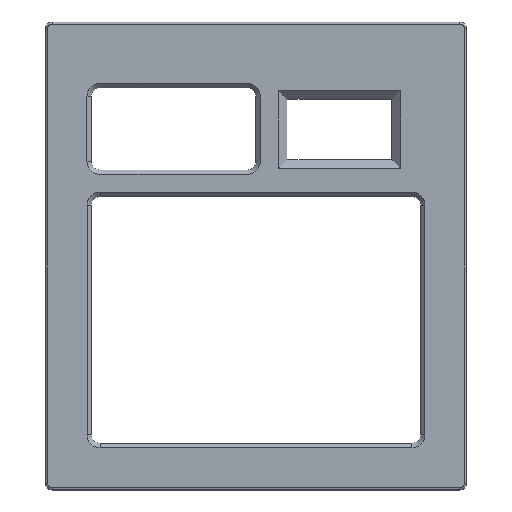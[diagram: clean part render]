
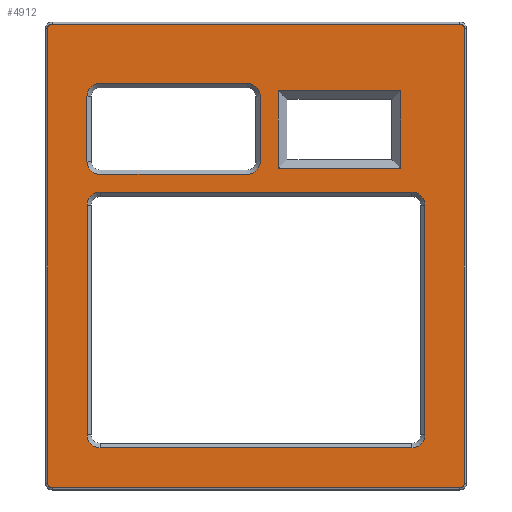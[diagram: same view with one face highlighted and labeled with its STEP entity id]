
A CAD part, top view. The second image highlights one B-rep face of the part: STEP entity #4912.
In plain terms, the highlighted planar face has unit normal (0, 0, 1).
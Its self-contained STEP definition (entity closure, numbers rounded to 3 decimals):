
#72=CIRCLE('',#5047,3.);
#74=CIRCLE('',#5051,3.);
#76=CIRCLE('',#5055,3.);
#78=CIRCLE('',#5059,3.);
#79=CIRCLE('',#5065,1.);
#80=CIRCLE('',#5066,1.);
#81=CIRCLE('',#5067,1.);
#82=CIRCLE('',#5068,1.);
#83=CIRCLE('',#5069,3.);
#84=CIRCLE('',#5070,3.);
#85=CIRCLE('',#5071,3.);
#86=CIRCLE('',#5072,3.);
#124=FACE_BOUND('',#730,.T.);
#125=FACE_BOUND('',#731,.T.);
#126=FACE_BOUND('',#732,.T.);
#180=PLANE('',#5064);
#433=FACE_OUTER_BOUND('',#729,.T.);
#729=EDGE_LOOP('',(#4298,#4299,#4300,#4301,#4302,#4303,#4304,#4305));
#730=EDGE_LOOP('',(#4306,#4307,#4308,#4309,#4310,#4311,#4312,#4313));
#731=EDGE_LOOP('',(#4314,#4315,#4316,#4317));
#732=EDGE_LOOP('',(#4318,#4319,#4320,#4321,#4322,#4323,#4324,#4325));
#1053=LINE('',#9912,#1407);
#1057=LINE('',#9924,#1411);
#1061=LINE('',#9936,#1415);
#1065=LINE('',#9948,#1419);
#1071=LINE('',#9964,#1425);
#1072=LINE('',#9968,#1426);
#1073=LINE('',#9972,#1427);
#1074=LINE('',#9976,#1428);
#1075=LINE('',#9980,#1429);
#1076=LINE('',#9984,#1430);
#1077=LINE('',#9988,#1431);
#1078=LINE('',#9992,#1432);
#1079=LINE('',#9996,#1433);
#1080=LINE('',#9998,#1434);
#1081=LINE('',#10000,#1435);
#1082=LINE('',#10001,#1436);
#1407=VECTOR('',#5555,10.);
#1411=VECTOR('',#5567,10.);
#1415=VECTOR('',#5579,10.);
#1419=VECTOR('',#5591,10.);
#1425=VECTOR('',#5613,10.);
#1426=VECTOR('',#5616,10.);
#1427=VECTOR('',#5619,10.);
#1428=VECTOR('',#5622,10.);
#1429=VECTOR('',#5625,10.);
#1430=VECTOR('',#5628,10.);
#1431=VECTOR('',#5631,10.);
#1432=VECTOR('',#5634,10.);
#1433=VECTOR('',#5637,10.);
#1434=VECTOR('',#5638,10.);
#1435=VECTOR('',#5639,10.);
#1436=VECTOR('',#5640,10.);
#2244=VERTEX_POINT('',#9905);
#2247=VERTEX_POINT('',#9910);
#2248=VERTEX_POINT('',#9914);
#2250=VERTEX_POINT('',#9920);
#2252=VERTEX_POINT('',#9926);
#2254=VERTEX_POINT('',#9932);
#2256=VERTEX_POINT('',#9938);
#2258=VERTEX_POINT('',#9944);
#2260=VERTEX_POINT('',#9962);
#2261=VERTEX_POINT('',#9963);
#2262=VERTEX_POINT('',#9965);
#2263=VERTEX_POINT('',#9967);
#2264=VERTEX_POINT('',#9969);
#2265=VERTEX_POINT('',#9971);
#2266=VERTEX_POINT('',#9973);
#2267=VERTEX_POINT('',#9975);
#2268=VERTEX_POINT('',#9978);
#2269=VERTEX_POINT('',#9979);
#2270=VERTEX_POINT('',#9981);
#2271=VERTEX_POINT('',#9983);
#2272=VERTEX_POINT('',#9985);
#2273=VERTEX_POINT('',#9987);
#2274=VERTEX_POINT('',#9989);
#2275=VERTEX_POINT('',#9991);
#2276=VERTEX_POINT('',#9994);
#2277=VERTEX_POINT('',#9995);
#2278=VERTEX_POINT('',#9997);
#2279=VERTEX_POINT('',#9999);
#2929=EDGE_CURVE('',#2247,#2244,#1053,.T.);
#2932=EDGE_CURVE('',#2244,#2248,#72,.T.);
#2935=EDGE_CURVE('',#2248,#2250,#1057,.T.);
#2938=EDGE_CURVE('',#2250,#2252,#74,.T.);
#2941=EDGE_CURVE('',#2252,#2254,#1061,.T.);
#2944=EDGE_CURVE('',#2254,#2256,#76,.T.);
#2947=EDGE_CURVE('',#2256,#2258,#1065,.T.);
#2949=EDGE_CURVE('',#2258,#2247,#78,.T.);
#2955=EDGE_CURVE('',#2260,#2261,#1071,.T.);
#2956=EDGE_CURVE('',#2262,#2260,#79,.T.);
#2957=EDGE_CURVE('',#2263,#2262,#1072,.T.);
#2958=EDGE_CURVE('',#2264,#2263,#80,.T.);
#2959=EDGE_CURVE('',#2265,#2264,#1073,.T.);
#2960=EDGE_CURVE('',#2266,#2265,#81,.T.);
#2961=EDGE_CURVE('',#2267,#2266,#1074,.T.);
#2962=EDGE_CURVE('',#2261,#2267,#82,.T.);
#2963=EDGE_CURVE('',#2268,#2269,#1075,.T.);
#2964=EDGE_CURVE('',#2270,#2268,#83,.T.);
#2965=EDGE_CURVE('',#2271,#2270,#1076,.T.);
#2966=EDGE_CURVE('',#2272,#2271,#84,.T.);
#2967=EDGE_CURVE('',#2273,#2272,#1077,.T.);
#2968=EDGE_CURVE('',#2274,#2273,#85,.T.);
#2969=EDGE_CURVE('',#2275,#2274,#1078,.T.);
#2970=EDGE_CURVE('',#2269,#2275,#86,.T.);
#2971=EDGE_CURVE('',#2276,#2277,#1079,.T.);
#2972=EDGE_CURVE('',#2278,#2276,#1080,.T.);
#2973=EDGE_CURVE('',#2279,#2278,#1081,.T.);
#2974=EDGE_CURVE('',#2277,#2279,#1082,.T.);
#4298=ORIENTED_EDGE('',*,*,#2955,.F.);
#4299=ORIENTED_EDGE('',*,*,#2956,.F.);
#4300=ORIENTED_EDGE('',*,*,#2957,.F.);
#4301=ORIENTED_EDGE('',*,*,#2958,.F.);
#4302=ORIENTED_EDGE('',*,*,#2959,.F.);
#4303=ORIENTED_EDGE('',*,*,#2960,.F.);
#4304=ORIENTED_EDGE('',*,*,#2961,.F.);
#4305=ORIENTED_EDGE('',*,*,#2962,.F.);
#4306=ORIENTED_EDGE('',*,*,#2963,.F.);
#4307=ORIENTED_EDGE('',*,*,#2964,.F.);
#4308=ORIENTED_EDGE('',*,*,#2965,.F.);
#4309=ORIENTED_EDGE('',*,*,#2966,.F.);
#4310=ORIENTED_EDGE('',*,*,#2967,.F.);
#4311=ORIENTED_EDGE('',*,*,#2968,.F.);
#4312=ORIENTED_EDGE('',*,*,#2969,.F.);
#4313=ORIENTED_EDGE('',*,*,#2970,.F.);
#4314=ORIENTED_EDGE('',*,*,#2971,.F.);
#4315=ORIENTED_EDGE('',*,*,#2972,.F.);
#4316=ORIENTED_EDGE('',*,*,#2973,.F.);
#4317=ORIENTED_EDGE('',*,*,#2974,.F.);
#4318=ORIENTED_EDGE('',*,*,#2929,.F.);
#4319=ORIENTED_EDGE('',*,*,#2949,.F.);
#4320=ORIENTED_EDGE('',*,*,#2947,.F.);
#4321=ORIENTED_EDGE('',*,*,#2944,.F.);
#4322=ORIENTED_EDGE('',*,*,#2941,.F.);
#4323=ORIENTED_EDGE('',*,*,#2938,.F.);
#4324=ORIENTED_EDGE('',*,*,#2935,.F.);
#4325=ORIENTED_EDGE('',*,*,#2932,.F.);
#4912=ADVANCED_FACE('',(#433,#124,#125,#126),#180,.T.);
#5047=AXIS2_PLACEMENT_3D('',#9918,#5561,#5562);
#5051=AXIS2_PLACEMENT_3D('',#9930,#5573,#5574);
#5055=AXIS2_PLACEMENT_3D('',#9942,#5585,#5586);
#5059=AXIS2_PLACEMENT_3D('',#9951,#5596,#5597);
#5064=AXIS2_PLACEMENT_3D('',#9961,#5611,#5612);
#5065=AXIS2_PLACEMENT_3D('',#9966,#5614,#5615);
#5066=AXIS2_PLACEMENT_3D('',#9970,#5617,#5618);
#5067=AXIS2_PLACEMENT_3D('',#9974,#5620,#5621);
#5068=AXIS2_PLACEMENT_3D('',#9977,#5623,#5624);
#5069=AXIS2_PLACEMENT_3D('',#9982,#5626,#5627);
#5070=AXIS2_PLACEMENT_3D('',#9986,#5629,#5630);
#5071=AXIS2_PLACEMENT_3D('',#9990,#5632,#5633);
#5072=AXIS2_PLACEMENT_3D('',#9993,#5635,#5636);
#5555=DIRECTION('',(-1.,0.,0.));
#5561=DIRECTION('center_axis',(0.,0.,1.));
#5562=DIRECTION('ref_axis',(-0.707,0.707,0.));
#5567=DIRECTION('',(0.,-1.,0.));
#5573=DIRECTION('center_axis',(0.,0.,1.));
#5574=DIRECTION('ref_axis',(-0.707,-0.707,0.));
#5579=DIRECTION('',(1.,0.,0.));
#5585=DIRECTION('center_axis',(0.,0.,1.));
#5586=DIRECTION('ref_axis',(0.707,-0.707,0.));
#5591=DIRECTION('',(0.,1.,0.));
#5596=DIRECTION('center_axis',(0.,0.,1.));
#5597=DIRECTION('ref_axis',(0.707,0.707,0.));
#5611=DIRECTION('center_axis',(0.,0.,1.));
#5612=DIRECTION('ref_axis',(-1.,0.,0.));
#5613=DIRECTION('',(-1.,0.,0.));
#5614=DIRECTION('center_axis',(0.,0.,-1.));
#5615=DIRECTION('ref_axis',(0.707,-0.707,0.));
#5616=DIRECTION('',(0.,-1.,0.));
#5617=DIRECTION('center_axis',(0.,0.,-1.));
#5618=DIRECTION('ref_axis',(0.707,0.707,0.));
#5619=DIRECTION('',(1.,0.,0.));
#5620=DIRECTION('center_axis',(0.,0.,-1.));
#5621=DIRECTION('ref_axis',(-0.707,0.707,0.));
#5622=DIRECTION('',(0.,1.,0.));
#5623=DIRECTION('center_axis',(0.,0.,-1.));
#5624=DIRECTION('ref_axis',(-0.707,-0.707,0.));
#5625=DIRECTION('',(-1.,0.,0.));
#5626=DIRECTION('center_axis',(0.,0.,1.));
#5627=DIRECTION('ref_axis',(0.707,0.707,0.));
#5628=DIRECTION('',(0.,1.,0.));
#5629=DIRECTION('center_axis',(0.,0.,1.));
#5630=DIRECTION('ref_axis',(0.707,-0.707,0.));
#5631=DIRECTION('',(1.,0.,0.));
#5632=DIRECTION('center_axis',(0.,0.,1.));
#5633=DIRECTION('ref_axis',(-0.707,-0.707,0.));
#5634=DIRECTION('',(0.,-1.,0.));
#5635=DIRECTION('center_axis',(0.,0.,1.));
#5636=DIRECTION('ref_axis',(-0.707,0.707,0.));
#5637=DIRECTION('',(1.,0.,0.));
#5638=DIRECTION('',(0.,-1.,0.));
#5639=DIRECTION('',(-1.,0.,0.));
#5640=DIRECTION('',(0.,1.,0.));
#9905=CARTESIAN_POINT('',(2.575,84.08,20.9));
#9910=CARTESIAN_POINT('',(36.675,84.08,20.9));
#9912=CARTESIAN_POINT('',(19.638,84.08,20.9));
#9914=CARTESIAN_POINT('',(-0.425,81.08,20.9));
#9918=CARTESIAN_POINT('Origin',(2.575,81.08,20.9));
#9920=CARTESIAN_POINT('',(-0.425,66.03,20.9));
#9924=CARTESIAN_POINT('',(-0.425,54.091,20.9));
#9926=CARTESIAN_POINT('',(2.575,63.03,20.9));
#9930=CARTESIAN_POINT('Origin',(2.575,66.03,20.9));
#9932=CARTESIAN_POINT('',(36.675,63.03,20.9));
#9936=CARTESIAN_POINT('',(38.688,63.03,20.9));
#9938=CARTESIAN_POINT('',(39.675,66.03,20.9));
#9942=CARTESIAN_POINT('Origin',(36.675,66.03,20.9));
#9944=CARTESIAN_POINT('',(39.675,81.08,20.9));
#9948=CARTESIAN_POINT('',(39.675,63.616,20.9));
#9951=CARTESIAN_POINT('Origin',(36.675,81.08,20.9));
#9961=CARTESIAN_POINT('Origin',(38.7,44.152,20.9));
#9962=CARTESIAN_POINT('',(85.9,-9.5,20.9));
#9963=CARTESIAN_POINT('',(-8.5,-9.5,20.9));
#9964=CARTESIAN_POINT('',(15.1,-9.5,20.9));
#9965=CARTESIAN_POINT('',(86.9,-8.5,20.9));
#9966=CARTESIAN_POINT('Origin',(85.9,-8.5,20.9));
#9967=CARTESIAN_POINT('',(86.9,96.805,20.9));
#9968=CARTESIAN_POINT('',(86.9,17.826,20.9));
#9969=CARTESIAN_POINT('',(85.9,97.805,20.9));
#9970=CARTESIAN_POINT('Origin',(85.9,96.805,20.9));
#9971=CARTESIAN_POINT('',(-8.5,97.805,20.9));
#9972=CARTESIAN_POINT('',(62.3,97.805,20.9));
#9973=CARTESIAN_POINT('',(-9.5,96.805,20.9));
#9974=CARTESIAN_POINT('Origin',(-8.5,96.805,20.9));
#9975=CARTESIAN_POINT('',(-9.5,-8.5,20.9));
#9976=CARTESIAN_POINT('',(-9.5,70.478,20.9));
#9977=CARTESIAN_POINT('Origin',(-8.5,-8.5,20.9));
#9978=CARTESIAN_POINT('',(74.8,58.921,20.9));
#9979=CARTESIAN_POINT('',(2.6,58.921,20.9));
#9980=CARTESIAN_POINT('',(19.65,58.921,20.9));
#9981=CARTESIAN_POINT('',(77.8,55.921,20.9));
#9982=CARTESIAN_POINT('Origin',(74.8,55.921,20.9));
#9983=CARTESIAN_POINT('',(77.8,2.771,20.9));
#9984=CARTESIAN_POINT('',(77.8,51.036,20.9));
#9985=CARTESIAN_POINT('',(74.8,-0.229,20.9));
#9986=CARTESIAN_POINT('Origin',(74.8,2.771,20.9));
#9987=CARTESIAN_POINT('',(2.6,-0.229,20.9));
#9988=CARTESIAN_POINT('',(57.75,-0.229,20.9));
#9989=CARTESIAN_POINT('',(-0.4,2.771,20.9));
#9990=CARTESIAN_POINT('Origin',(2.6,2.771,20.9));
#9991=CARTESIAN_POINT('',(-0.4,55.921,20.9));
#9992=CARTESIAN_POINT('',(-0.4,22.461,20.9));
#9993=CARTESIAN_POINT('Origin',(2.6,55.921,20.9));
#9994=CARTESIAN_POINT('',(43.85,64.4,20.9));
#9995=CARTESIAN_POINT('',(72.15,64.4,20.9));
#9996=CARTESIAN_POINT('',(54.425,64.4,20.9));
#9997=CARTESIAN_POINT('',(43.85,82.4,20.9));
#9998=CARTESIAN_POINT('',(43.85,55.276,20.9));
#9999=CARTESIAN_POINT('',(72.15,82.4,20.9));
#10000=CARTESIAN_POINT('',(42.275,82.4,20.9));
#10001=CARTESIAN_POINT('',(72.15,62.276,20.9));
